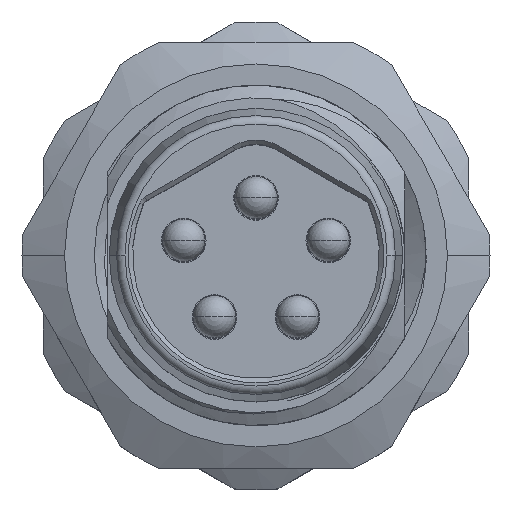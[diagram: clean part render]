
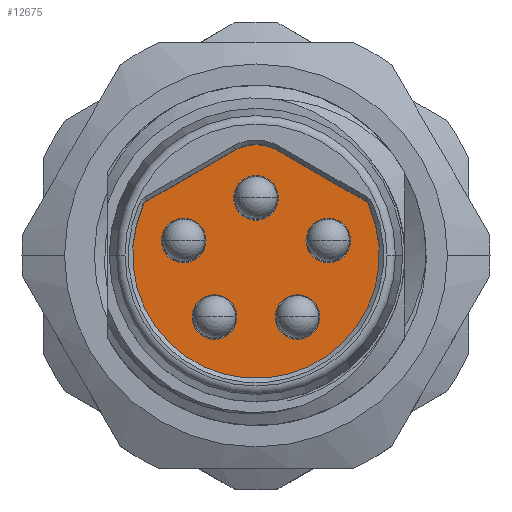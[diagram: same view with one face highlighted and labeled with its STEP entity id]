
A CAD part, top view. The second image highlights one B-rep face of the part: STEP entity #12675.
In plain terms, the highlighted planar face has unit normal (0, 0, 1).
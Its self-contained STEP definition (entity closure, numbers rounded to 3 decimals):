
#10911=CARTESIAN_POINT('',(0.,1.6,7.));
#10912=DIRECTION('',(0.,0.,1.));
#10913=DIRECTION('',(0.5,0.866,0.));
#10914=AXIS2_PLACEMENT_3D('',#10911,#10912,#10913);
#10916=DIRECTION('',(-0.866,0.5,0.));
#10917=VECTOR('',#10916,2.385);
#10918=CARTESIAN_POINT('',(2.566,1.273,7.));
#10919=LINE('',#10918,#10917);
#10920=CARTESIAN_POINT('',(2.466,1.1,7.));
#10921=DIRECTION('',(0.,0.,1.));
#10922=DIRECTION('',(0.913,0.407,0.));
#10923=AXIS2_PLACEMENT_3D('',#10920,#10921,#10922);
#10925=CARTESIAN_POINT('',(0.,0.,7.));
#10926=DIRECTION('',(0.,0.,1.));
#10927=DIRECTION('',(-0.913,0.407,0.));
#10928=AXIS2_PLACEMENT_3D('',#10925,#10926,#10927);
#10930=CARTESIAN_POINT('',(-2.466,1.1,7.));
#10931=DIRECTION('',(0.,0.,1.));
#10932=DIRECTION('',(-0.5,0.866,0.));
#10933=AXIS2_PLACEMENT_3D('',#10930,#10931,#10932);
#10935=DIRECTION('',(-0.866,-0.5,0.));
#10936=VECTOR('',#10935,2.385);
#10937=CARTESIAN_POINT('',(-0.5,2.466,7.));
#10938=LINE('',#10937,#10936);
#10939=CARTESIAN_POINT('',(-0.975,-1.45,7.));
#10940=DIRECTION('',(0.,0.,1.));
#10941=DIRECTION('',(-1.,0.,0.));
#10942=AXIS2_PLACEMENT_3D('',#10939,#10940,#10941);
#10944=CARTESIAN_POINT('',(-0.975,-1.45,7.));
#10945=DIRECTION('',(0.,0.,1.));
#10946=DIRECTION('',(1.,0.,0.));
#10947=AXIS2_PLACEMENT_3D('',#10944,#10945,#10946);
#10949=CARTESIAN_POINT('',(0.975,-1.45,7.));
#10950=DIRECTION('',(0.,0.,1.));
#10951=DIRECTION('',(-1.,0.,0.));
#10952=AXIS2_PLACEMENT_3D('',#10949,#10950,#10951);
#10954=CARTESIAN_POINT('',(0.975,-1.45,7.));
#10955=DIRECTION('',(0.,0.,1.));
#10956=DIRECTION('',(1.,0.,0.));
#10957=AXIS2_PLACEMENT_3D('',#10954,#10955,#10956);
#10959=CARTESIAN_POINT('',(1.7,0.35,7.));
#10960=DIRECTION('',(0.,0.,1.));
#10961=DIRECTION('',(-1.,0.,0.));
#10962=AXIS2_PLACEMENT_3D('',#10959,#10960,#10961);
#10964=CARTESIAN_POINT('',(1.7,0.35,7.));
#10965=DIRECTION('',(0.,0.,1.));
#10966=DIRECTION('',(1.,0.,0.));
#10967=AXIS2_PLACEMENT_3D('',#10964,#10965,#10966);
#10969=CARTESIAN_POINT('',(0.,1.35,7.));
#10970=DIRECTION('',(0.,0.,1.));
#10971=DIRECTION('',(-1.,0.,0.));
#10972=AXIS2_PLACEMENT_3D('',#10969,#10970,#10971);
#10974=CARTESIAN_POINT('',(0.,1.35,7.));
#10975=DIRECTION('',(0.,0.,1.));
#10976=DIRECTION('',(1.,0.,0.));
#10977=AXIS2_PLACEMENT_3D('',#10974,#10975,#10976);
#10979=CARTESIAN_POINT('',(-1.7,0.35,7.));
#10980=DIRECTION('',(0.,0.,1.));
#10981=DIRECTION('',(-1.,0.,0.));
#10982=AXIS2_PLACEMENT_3D('',#10979,#10980,#10981);
#10984=CARTESIAN_POINT('',(-1.7,0.35,7.));
#10985=DIRECTION('',(0.,0.,1.));
#10986=DIRECTION('',(1.,0.,0.));
#10987=AXIS2_PLACEMENT_3D('',#10984,#10985,#10986);
#12038=CARTESIAN_POINT('',(0.5,2.466,7.));
#12039=CARTESIAN_POINT('',(-0.5,2.466,7.));
#12040=VERTEX_POINT('',#12038);
#12041=VERTEX_POINT('',#12039);
#12042=CARTESIAN_POINT('',(-2.566,1.273,7.));
#12043=VERTEX_POINT('',#12042);
#12044=CARTESIAN_POINT('',(-2.648,1.182,7.));
#12045=VERTEX_POINT('',#12044);
#12046=CARTESIAN_POINT('',(2.648,1.182,7.));
#12047=VERTEX_POINT('',#12046);
#12048=CARTESIAN_POINT('',(2.566,1.273,7.));
#12049=VERTEX_POINT('',#12048);
#12050=CARTESIAN_POINT('',(-1.5,-1.45,7.));
#12051=CARTESIAN_POINT('',(-0.45,-1.45,7.));
#12052=VERTEX_POINT('',#12050);
#12053=VERTEX_POINT('',#12051);
#12054=CARTESIAN_POINT('',(0.45,-1.45,7.));
#12055=CARTESIAN_POINT('',(1.5,-1.45,7.));
#12056=VERTEX_POINT('',#12054);
#12057=VERTEX_POINT('',#12055);
#12058=CARTESIAN_POINT('',(1.175,0.35,7.));
#12059=CARTESIAN_POINT('',(2.225,0.35,7.));
#12060=VERTEX_POINT('',#12058);
#12061=VERTEX_POINT('',#12059);
#12062=CARTESIAN_POINT('',(-0.525,1.35,7.));
#12063=CARTESIAN_POINT('',(0.525,1.35,7.));
#12064=VERTEX_POINT('',#12062);
#12065=VERTEX_POINT('',#12063);
#12066=CARTESIAN_POINT('',(-2.225,0.35,7.));
#12067=CARTESIAN_POINT('',(-1.175,0.35,7.));
#12068=VERTEX_POINT('',#12066);
#12069=VERTEX_POINT('',#12067);
#12628=CARTESIAN_POINT('',(0.,0.,7.));
#12629=DIRECTION('',(0.,0.,1.));
#12630=DIRECTION('',(-1.,0.,0.));
#12631=AXIS2_PLACEMENT_3D('',#12628,#12629,#12630);
#12632=PLANE('',#12631);
#12634=ORIENTED_EDGE('',*,*,#12633,.F.);
#12636=ORIENTED_EDGE('',*,*,#12635,.F.);
#12638=ORIENTED_EDGE('',*,*,#12637,.F.);
#12640=ORIENTED_EDGE('',*,*,#12639,.F.);
#12642=ORIENTED_EDGE('',*,*,#12641,.F.);
#12644=ORIENTED_EDGE('',*,*,#12643,.F.);
#12645=EDGE_LOOP('',(#12634,#12636,#12638,#12640,#12642,#12644));
#12646=FACE_OUTER_BOUND('',#12645,.F.);
#12647=ORIENTED_EDGE('',*,*,#12608,.T.);
#12648=ORIENTED_EDGE('',*,*,#12622,.T.);
#12649=EDGE_LOOP('',(#12647,#12648));
#12650=FACE_BOUND('',#12649,.F.);
#12652=ORIENTED_EDGE('',*,*,#12651,.T.);
#12654=ORIENTED_EDGE('',*,*,#12653,.T.);
#12655=EDGE_LOOP('',(#12652,#12654));
#12656=FACE_BOUND('',#12655,.F.);
#12658=ORIENTED_EDGE('',*,*,#12657,.T.);
#12660=ORIENTED_EDGE('',*,*,#12659,.T.);
#12661=EDGE_LOOP('',(#12658,#12660));
#12662=FACE_BOUND('',#12661,.F.);
#12664=ORIENTED_EDGE('',*,*,#12663,.T.);
#12666=ORIENTED_EDGE('',*,*,#12665,.T.);
#12667=EDGE_LOOP('',(#12664,#12666));
#12668=FACE_BOUND('',#12667,.F.);
#12670=ORIENTED_EDGE('',*,*,#12669,.T.);
#12672=ORIENTED_EDGE('',*,*,#12671,.T.);
#12673=EDGE_LOOP('',(#12670,#12672));
#12674=FACE_BOUND('',#12673,.F.);
#10915=CIRCLE('',#10914,1.);
#10924=CIRCLE('',#10923,0.2);
#10929=CIRCLE('',#10928,2.9);
#10934=CIRCLE('',#10933,0.2);
#10943=CIRCLE('',#10942,0.525);
#10948=CIRCLE('',#10947,0.525);
#10953=CIRCLE('',#10952,0.525);
#10958=CIRCLE('',#10957,0.525);
#10963=CIRCLE('',#10962,0.525);
#10968=CIRCLE('',#10967,0.525);
#10973=CIRCLE('',#10972,0.525);
#10978=CIRCLE('',#10977,0.525);
#10983=CIRCLE('',#10982,0.525);
#10988=CIRCLE('',#10987,0.525);
#12608=EDGE_CURVE('',#12052,#12053,#10943,.T.);
#12622=EDGE_CURVE('',#12053,#12052,#10948,.T.);
#12633=EDGE_CURVE('',#12040,#12041,#10915,.T.);
#12635=EDGE_CURVE('',#12049,#12040,#10919,.T.);
#12637=EDGE_CURVE('',#12047,#12049,#10924,.T.);
#12639=EDGE_CURVE('',#12045,#12047,#10929,.T.);
#12641=EDGE_CURVE('',#12043,#12045,#10934,.T.);
#12643=EDGE_CURVE('',#12041,#12043,#10938,.T.);
#12651=EDGE_CURVE('',#12056,#12057,#10953,.T.);
#12653=EDGE_CURVE('',#12057,#12056,#10958,.T.);
#12657=EDGE_CURVE('',#12060,#12061,#10963,.T.);
#12659=EDGE_CURVE('',#12061,#12060,#10968,.T.);
#12663=EDGE_CURVE('',#12064,#12065,#10973,.T.);
#12665=EDGE_CURVE('',#12065,#12064,#10978,.T.);
#12669=EDGE_CURVE('',#12068,#12069,#10983,.T.);
#12671=EDGE_CURVE('',#12069,#12068,#10988,.T.);
#12675=ADVANCED_FACE('',(#12646,#12650,#12656,#12662,#12668,#12674),#12632,.T.);
